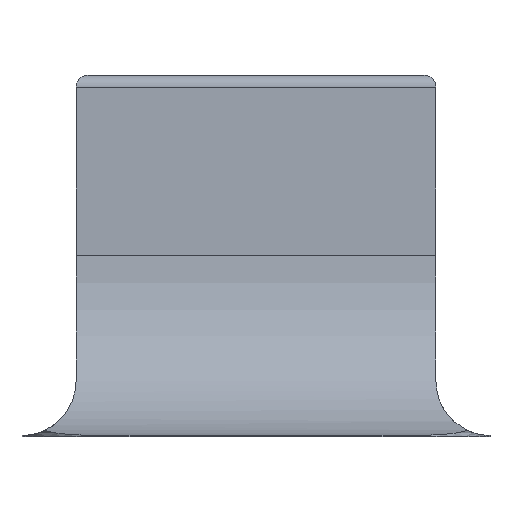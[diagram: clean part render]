
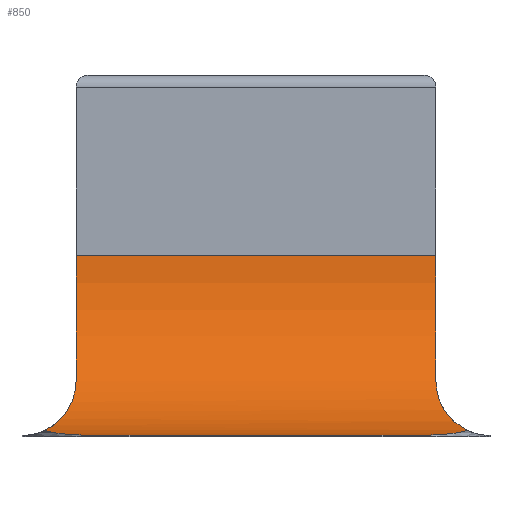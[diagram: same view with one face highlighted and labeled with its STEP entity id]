
A CAD part, left-side view. The second image highlights one B-rep face of the part: STEP entity #850.
In plain terms, the highlighted cylindrical face has radius 0.15 mm (diameter 0.3 mm), a partial arc.
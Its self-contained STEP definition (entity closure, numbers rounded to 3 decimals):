
#429 = VERTEX_POINT('',#430);
#430 = CARTESIAN_POINT('',(-0.45,0.105,0.001));
#438 = VERTEX_POINT('',#439);
#439 = CARTESIAN_POINT('',(-0.45,-0.105,0.001));
#445 = EDGE_CURVE('',#429,#438,#446,.T.);
#446 = LINE('',#447,#448);
#447 = CARTESIAN_POINT('',(-0.45,0.24,0.001));
#448 = VECTOR('',#449,1.);
#449 = DIRECTION('',(0.,-1.,0.));
#461 = EDGE_CURVE('',#438,#462,#464,.T.);
#462 = VERTEX_POINT('',#463);
#463 = CARTESIAN_POINT('',(-0.415,-0.176,
    0.005));
#464 = B_SPLINE_CURVE_WITH_KNOTS('',6,(#465,#466,#467,#468,#469,#470,
    #471,#472,#473,#474,#475,#476,#477,#478,#479,#480,#481),
  .UNSPECIFIED.,.F.,.F.,(7,5,5,7),(0.,0.39,0.883,1.),
  .UNSPECIFIED.);
#465 = CARTESIAN_POINT('',(-0.45,-0.105,0.001));
#466 = CARTESIAN_POINT('',(-0.45,-0.115,0.001));
#467 = CARTESIAN_POINT('',(-0.449,-0.125,
    0.001));
#468 = CARTESIAN_POINT('',(-0.446,-0.135,
    0.001));
#469 = CARTESIAN_POINT('',(-0.442,-0.144,
    0.001));
#470 = CARTESIAN_POINT('',(-0.437,-0.153,
    0.001));
#471 = CARTESIAN_POINT('',(-0.424,-0.17,
    0.003));
#472 = CARTESIAN_POINT('',(-0.415,-0.178,
    0.005));
#473 = CARTESIAN_POINT('',(-0.406,-0.184,
    0.007));
#474 = CARTESIAN_POINT('',(-0.395,-0.189,
    0.011));
#475 = CARTESIAN_POINT('',(-0.385,-0.192,
    0.015));
#476 = CARTESIAN_POINT('',(-0.372,-0.194,
    0.023));
#477 = CARTESIAN_POINT('',(-0.37,-0.195,
    0.024));
#478 = CARTESIAN_POINT('',(-0.367,-0.195,
    0.026));
#479 = CARTESIAN_POINT('',(-0.365,-0.195,
    0.027));
#480 = CARTESIAN_POINT('',(-0.362,-0.195,0.029));
#481 = CARTESIAN_POINT('',(-0.36,-0.195,0.031));
#791 = VERTEX_POINT('',#792);
#792 = CARTESIAN_POINT('',(-0.415,0.176,
    0.005));
#825 = EDGE_CURVE('',#429,#791,#826,.T.);
#826 = B_SPLINE_CURVE_WITH_KNOTS('',6,(#827,#828,#829,#830,#831,#832,
    #833,#834,#835,#836,#837,#838,#839,#840,#841,#842,#843),
  .UNSPECIFIED.,.F.,.F.,(7,5,5,7),(0.,0.39,0.883,1.),
  .UNSPECIFIED.);
#827 = CARTESIAN_POINT('',(-0.45,0.105,0.001));
#828 = CARTESIAN_POINT('',(-0.45,0.115,0.001));
#829 = CARTESIAN_POINT('',(-0.449,0.125,
    0.001));
#830 = CARTESIAN_POINT('',(-0.446,0.135,
    0.001));
#831 = CARTESIAN_POINT('',(-0.442,0.144,
    0.001));
#832 = CARTESIAN_POINT('',(-0.437,0.153,
    0.001));
#833 = CARTESIAN_POINT('',(-0.424,0.17,
    0.003));
#834 = CARTESIAN_POINT('',(-0.415,0.178,
    0.005));
#835 = CARTESIAN_POINT('',(-0.406,0.184,
    0.007));
#836 = CARTESIAN_POINT('',(-0.395,0.189,
    0.011));
#837 = CARTESIAN_POINT('',(-0.385,0.192,
    0.015));
#838 = CARTESIAN_POINT('',(-0.372,0.194,
    0.023));
#839 = CARTESIAN_POINT('',(-0.37,0.195,
    0.024));
#840 = CARTESIAN_POINT('',(-0.367,0.195,
    0.026));
#841 = CARTESIAN_POINT('',(-0.365,0.195,
    0.027));
#842 = CARTESIAN_POINT('',(-0.362,0.195,0.029));
#843 = CARTESIAN_POINT('',(-0.36,0.195,0.031));
#850 = ADVANCED_FACE('',(#851),#929,.F.);
#851 = FACE_BOUND('',#852,.T.);
#852 = EDGE_LOOP('',(#853,#864,#894,#895,#896,#897,#914,#923));
#853 = ORIENTED_EDGE('',*,*,#854,.T.);
#854 = EDGE_CURVE('',#855,#857,#859,.T.);
#855 = VERTEX_POINT('',#856);
#856 = CARTESIAN_POINT('',(-0.3,0.15,0.151)
  );
#857 = VERTEX_POINT('',#858);
#858 = CARTESIAN_POINT('',(-0.343,0.15,
    0.046));
#859 = CIRCLE('',#860,0.15);
#860 = AXIS2_PLACEMENT_3D('',#861,#862,#863);
#861 = CARTESIAN_POINT('',(-0.45,0.15,0.151));
#862 = DIRECTION('',(0.,1.,0.));
#863 = DIRECTION('',(1.,0.,0.));
#864 = ORIENTED_EDGE('',*,*,#865,.T.);
#865 = EDGE_CURVE('',#857,#791,#866,.T.);
#866 = B_SPLINE_CURVE_WITH_KNOTS('',6,(#867,#868,#869,#870,#871,#872,
    #873,#874,#875,#876,#877,#878,#879,#880,#881,#882,#883,#884,#885,
    #886,#887,#888,#889,#890,#891,#892,#893),.UNSPECIFIED.,.F.,.F.,(7,5,
    5,5,5,7),(0.,0.713,0.946,0.984,
    0.999,1.),.UNSPECIFIED.);
#867 = CARTESIAN_POINT('',(-0.343,0.15,
    0.046));
#868 = CARTESIAN_POINT('',(-0.351,0.15,
    0.037));
#869 = CARTESIAN_POINT('',(-0.361,0.152,
    0.029));
#870 = CARTESIAN_POINT('',(-0.373,0.156,
    0.021));
#871 = CARTESIAN_POINT('',(-0.386,0.161,
    0.014));
#872 = CARTESIAN_POINT('',(-0.4,0.168,
    0.009));
#873 = CARTESIAN_POINT('',(-0.419,0.178,
    0.004));
#874 = CARTESIAN_POINT('',(-0.424,0.181,
    0.003));
#875 = CARTESIAN_POINT('',(-0.428,0.183,
    0.002));
#876 = CARTESIAN_POINT('',(-0.433,0.186,
    0.002));
#877 = CARTESIAN_POINT('',(-0.438,0.189,
    0.001));
#878 = CARTESIAN_POINT('',(-0.444,0.192,
    0.001));
#879 = CARTESIAN_POINT('',(-0.445,0.192,
    0.001));
#880 = CARTESIAN_POINT('',(-0.446,0.193,
    0.001));
#881 = CARTESIAN_POINT('',(-0.446,0.193,
    0.001));
#882 = CARTESIAN_POINT('',(-0.447,0.193,
    0.001));
#883 = CARTESIAN_POINT('',(-0.448,0.194,
    0.001));
#884 = CARTESIAN_POINT('',(-0.449,0.194,
    0.001));
#885 = CARTESIAN_POINT('',(-0.449,0.194,
    0.001));
#886 = CARTESIAN_POINT('',(-0.449,0.195,
    0.001));
#887 = CARTESIAN_POINT('',(-0.45,0.195,
    0.001));
#888 = CARTESIAN_POINT('',(-0.45,0.195,
    0.001));
#889 = CARTESIAN_POINT('',(-0.45,0.195,
    0.001));
#890 = CARTESIAN_POINT('',(-0.45,0.195,
    0.001));
#891 = CARTESIAN_POINT('',(-0.45,0.195,
    0.001));
#892 = CARTESIAN_POINT('',(-0.45,0.195,
    0.001));
#893 = CARTESIAN_POINT('',(-0.45,0.195,0.001));
#894 = ORIENTED_EDGE('',*,*,#825,.F.);
#895 = ORIENTED_EDGE('',*,*,#445,.T.);
#896 = ORIENTED_EDGE('',*,*,#461,.T.);
#897 = ORIENTED_EDGE('',*,*,#898,.T.);
#898 = EDGE_CURVE('',#462,#899,#901,.T.);
#899 = VERTEX_POINT('',#900);
#900 = CARTESIAN_POINT('',(-0.343,-0.15,
    0.046));
#901 = B_SPLINE_CURVE_WITH_KNOTS('',6,(#902,#903,#904,#905,#906,#907,
    #908,#909,#910,#911,#912,#913),.UNSPECIFIED.,.F.,.F.,(7,5,7),(0.,
    0.716,1.),.UNSPECIFIED.);
#902 = CARTESIAN_POINT('',(-0.45,-0.195,0.001));
#903 = CARTESIAN_POINT('',(-0.435,-0.187,
    0.001));
#904 = CARTESIAN_POINT('',(-0.42,-0.178,
    0.003));
#905 = CARTESIAN_POINT('',(-0.405,-0.171,
    0.006));
#906 = CARTESIAN_POINT('',(-0.391,-0.164,
    0.012));
#907 = CARTESIAN_POINT('',(-0.378,-0.158,
    0.019));
#908 = CARTESIAN_POINT('',(-0.362,-0.153,
    0.029));
#909 = CARTESIAN_POINT('',(-0.358,-0.152,
    0.032));
#910 = CARTESIAN_POINT('',(-0.354,-0.151,
    0.036));
#911 = CARTESIAN_POINT('',(-0.35,-0.15,
    0.039));
#912 = CARTESIAN_POINT('',(-0.346,-0.15,
    0.043));
#913 = CARTESIAN_POINT('',(-0.343,-0.15,
    0.046));
#914 = ORIENTED_EDGE('',*,*,#915,.F.);
#915 = EDGE_CURVE('',#916,#899,#918,.T.);
#916 = VERTEX_POINT('',#917);
#917 = CARTESIAN_POINT('',(-0.3,-0.15,0.151
    ));
#918 = CIRCLE('',#919,0.15);
#919 = AXIS2_PLACEMENT_3D('',#920,#921,#922);
#920 = CARTESIAN_POINT('',(-0.45,-0.15,0.151));
#921 = DIRECTION('',(0.,1.,0.));
#922 = DIRECTION('',(1.,0.,0.));
#923 = ORIENTED_EDGE('',*,*,#924,.F.);
#924 = EDGE_CURVE('',#855,#916,#925,.T.);
#925 = LINE('',#926,#927);
#926 = CARTESIAN_POINT('',(-0.3,0.24,0.151));
#927 = VECTOR('',#928,1.);
#928 = DIRECTION('',(0.,-1.,0.));
#929 = CYLINDRICAL_SURFACE('',#930,0.15);
#930 = AXIS2_PLACEMENT_3D('',#931,#932,#933);
#931 = CARTESIAN_POINT('',(-0.45,0.24,0.151));
#932 = DIRECTION('',(0.,1.,0.));
#933 = DIRECTION('',(1.,0.,0.));
